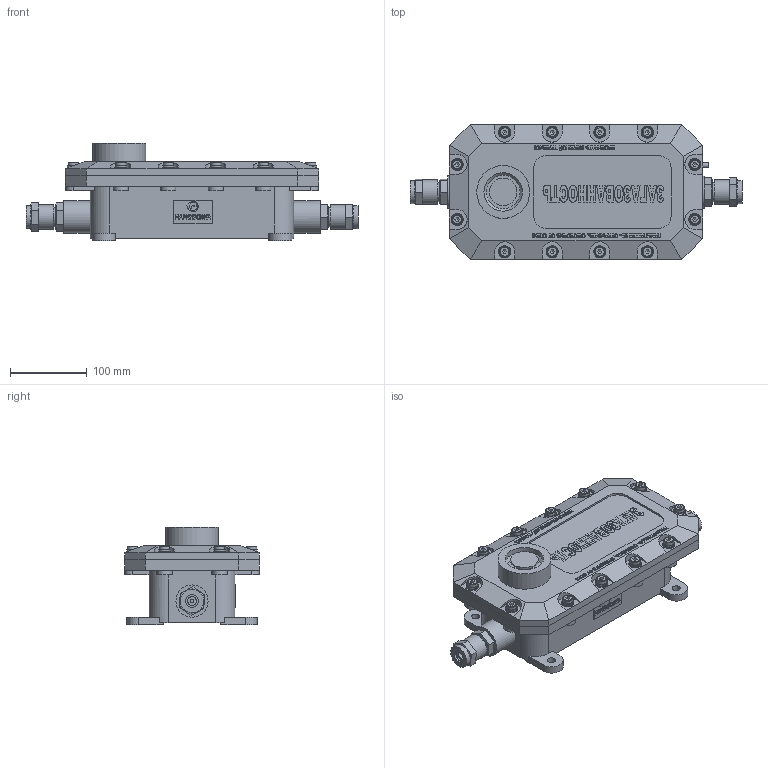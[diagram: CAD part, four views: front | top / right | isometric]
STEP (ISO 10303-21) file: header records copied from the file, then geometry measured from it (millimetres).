
FILE_DESCRIPTION(('STEP AP203'), '1');
FILE_NAME('908.2335.00.000 ﾑﾁ ﾔﾈﾋﾈﾍ-ﾒ-12-ﾀ_1', '', ('UNSPECIFIED'), ('UNSPECIFIED'), 'ASCON STEP Converter 1.6', 'ASCON Math Kernel', '');
FILE_SCHEMA(('CONFIG_CONTROL_DESIGN'));
Length unit declared in the file: millimetre
Assembly tree (8 placements, depth 3):
  (unnamed)
    (unnamed)
    (unnamed)  x2
      (unnamed)
      (unnamed)
      (unnamed)
      (unnamed)
      (unnamed)
Bounding box: 433 x 176 x 127.3 mm (x, y, z)
Volume: 1756828.6 mm3; surface area: 487206 mm2
Topology: 60 solids, 64 shells, 3077 faces, 8156 edges, 5382 vertices
Faces by surface type: plane 1626, cylinder 1010, bspline 315, cone 88, torus 38
Full cylindrical faces by diameter (mm): 2 x2, 3.242 x7, 4 x2, 4.917 x3, 6 x1, 6.4 x2, 6.647 x12, 8 x15, 8.4 x12, 9 x12, 10 x2, 10.5 x4, 11.6 x2, 12.5 x2, 13 x12, 14 x2, 15 x4, 16 x12, 16.5 x6, 20 x4, 20.5 x2, 24 x6, 24.8 x4, 24.835 x2, 25 x4, 27 x6, 30 x2, 32 x2, 36 x1, 42 x2
Entity records: 144080 total; most frequent: CARTESIAN_POINT 46293, ORIENTED_EDGE 15446, DIRECTION 14243, EDGE_CURVE 7723, VERTEX_POINT 5262, LINE 4783, VECTOR 4783, AXIS2_PLACEMENT_3D 4730
